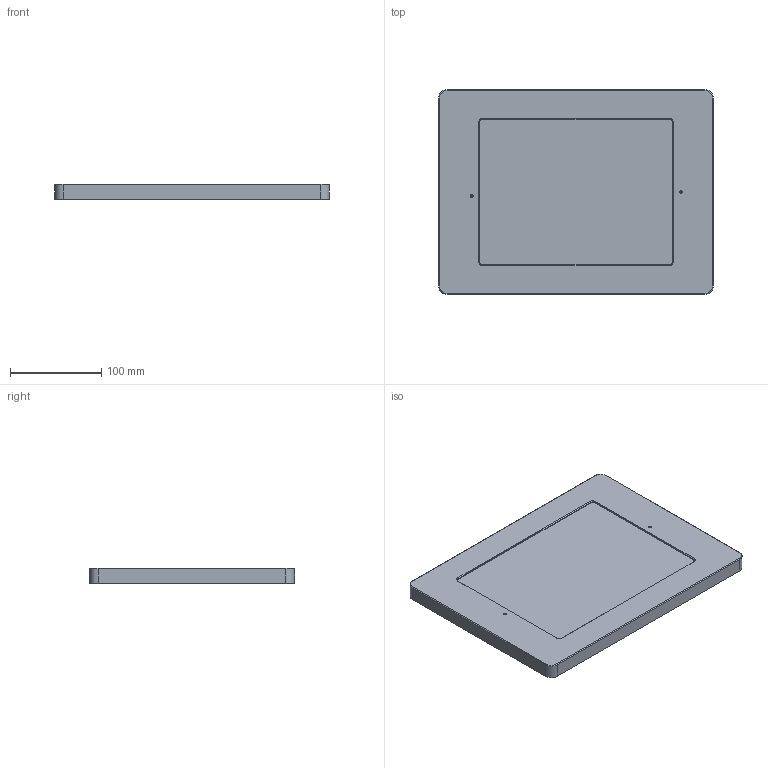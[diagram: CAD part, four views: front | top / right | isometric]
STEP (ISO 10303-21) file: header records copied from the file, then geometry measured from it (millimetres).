
FILE_DESCRIPTION(/* description */ (''),/* implementation_level */ '2;1');
FILE_NAME(/* name */ 'vb_vesa_ipad7g_hbc.stp',/* time_stamp */ '2020-10-07T13:31:40-04:00',/* author */ ('NickC'),/* organization */ (''),/* preprocessor_version */ 'ST-DEVELOPER v17',/* originating_system */ 'Autodesk Inventor 2019',/* authorisation */ '');
FILE_SCHEMA (('AUTOMOTIVE_DESIGN { 1 0 10303 214 3 1 1 }'));
Length unit declared in the file: inch
Products named in the file (1): Part1
Bounding box: 301.39 x 224.88 x 16.9 mm (x, y, z)
Volume: 1083475.3 mm3; surface area: 154071.4 mm2
Topology: 1 solids, 9 shells, 598 faces, 1557 edges, 1030 vertices
Faces by surface type: plane 459, cone 85, cylinder 49, bspline 5
Full cylindrical faces by diameter (mm): 2.438 x22, 3.251 x4, 4.978 x8, 38.1 x1
Entity records: 19006 total; most frequent: CARTESIAN_POINT 3685, ORIENTED_EDGE 3114, DIRECTION 2907, EDGE_CURVE 1557, LINE 1215, VECTOR 1215, VERTEX_POINT 1030, AXIS2_PLACEMENT_3D 846
